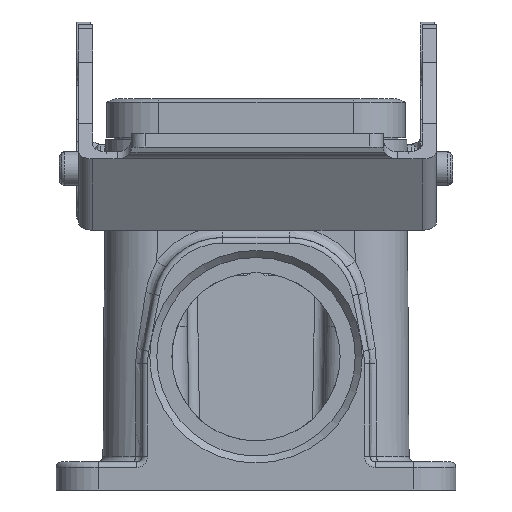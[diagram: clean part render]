
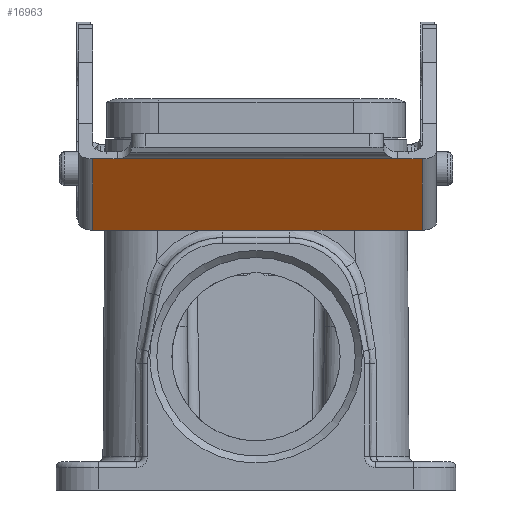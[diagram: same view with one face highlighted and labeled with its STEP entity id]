
A CAD part, left-side view. The second image highlights one B-rep face of the part: STEP entity #16963.
In plain terms, the highlighted face is planar.
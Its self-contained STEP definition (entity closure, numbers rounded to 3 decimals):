
#16821=CARTESIAN_POINT('',(27.125,6.684,-47.));
#16822=VERTEX_POINT('',#16821);
#16840=CARTESIAN_POINT('',(27.125,18.684,-47.));
#16841=VERTEX_POINT('',#16840);
#16849=CARTESIAN_POINT('',(27.125,18.684,-47.));
#16850=DIRECTION('',(0.0,-1.0,0.0));
#16851=VECTOR('',#16850,12.);
#16852=LINE('',#16849,#16851);
#16853=EDGE_CURVE('',#16841,#16822,#16852,.T.);
#16864=CARTESIAN_POINT('',(27.125,6.684,0.0));
#16865=VERTEX_POINT('',#16864);
#16866=CARTESIAN_POINT('',(27.125,6.684,-47.));
#16867=DIRECTION('',(0.0,0.0,1.0));
#16868=VECTOR('',#16867,47.);
#16869=LINE('',#16866,#16868);
#16870=EDGE_CURVE('',#16822,#16865,#16869,.T.);
#16924=CARTESIAN_POINT('',(27.125,12.684,-23.5));
#16925=DIRECTION('',(1.0,0.0,0.0));
#16926=DIRECTION('',(0.0,0.0,-1.0));
#16927=AXIS2_PLACEMENT_3D('',#16924,#16925,#16926);
#16928=PLANE('',#16927);
#16929=ORIENTED_EDGE('',*,*,#16853,.F.);
#16930=CARTESIAN_POINT('',(27.125,18.684,-43.5));
#16931=VERTEX_POINT('',#16930);
#16932=CARTESIAN_POINT('',(27.125,18.684,-43.5));
#16933=DIRECTION('',(0.0,0.0,-1.0));
#16934=VECTOR('',#16933,3.5);
#16935=LINE('',#16932,#16934);
#16936=EDGE_CURVE('',#16931,#16841,#16935,.T.);
#16937=ORIENTED_EDGE('',*,*,#16936,.F.);
#16938=CARTESIAN_POINT('',(27.125,18.684,-3.5));
#16939=VERTEX_POINT('',#16938);
#16940=CARTESIAN_POINT('',(27.125,18.684,-3.5));
#16941=DIRECTION('',(0.0,0.0,-1.0));
#16942=VECTOR('',#16941,40.);
#16943=LINE('',#16940,#16942);
#16944=EDGE_CURVE('',#16939,#16931,#16943,.T.);
#16945=ORIENTED_EDGE('',*,*,#16944,.F.);
#16946=CARTESIAN_POINT('',(27.125,18.684,0.0));
#16947=VERTEX_POINT('',#16946);
#16948=CARTESIAN_POINT('',(27.125,18.684,0.0));
#16949=DIRECTION('',(0.0,0.0,-1.0));
#16950=VECTOR('',#16949,3.5);
#16951=LINE('',#16948,#16950);
#16952=EDGE_CURVE('',#16947,#16939,#16951,.T.);
#16953=ORIENTED_EDGE('',*,*,#16952,.F.);
#16954=CARTESIAN_POINT('',(27.125,6.684,0.0));
#16955=DIRECTION('',(0.0,1.0,0.0));
#16956=VECTOR('',#16955,12.);
#16957=LINE('',#16954,#16956);
#16958=EDGE_CURVE('',#16865,#16947,#16957,.T.);
#16959=ORIENTED_EDGE('',*,*,#16958,.F.);
#16960=ORIENTED_EDGE('',*,*,#16870,.F.);
#16961=EDGE_LOOP('',(#16929,#16937,#16945,#16953,#16959,#16960));
#16962=FACE_OUTER_BOUND('',#16961,.T.);
#16963=ADVANCED_FACE('',(#16962),#16928,.T.);
